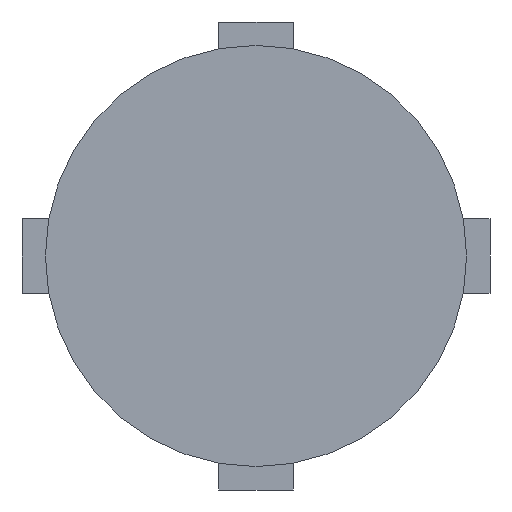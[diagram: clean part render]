
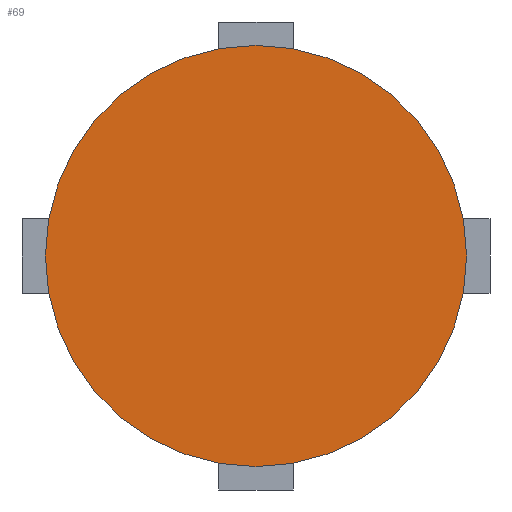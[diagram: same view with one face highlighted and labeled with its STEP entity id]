
A CAD part, front view. The second image highlights one B-rep face of the part: STEP entity #69.
In plain terms, the highlighted planar face has unit normal (0, -1, 0).
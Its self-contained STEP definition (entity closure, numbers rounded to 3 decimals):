
#69=ADVANCED_FACE('NONE',(#110),#111,.F.);
#110=FACE_OUTER_BOUND('',#153,.T.);
#111=PLANE('',#154);
#153=EDGE_LOOP('',(#303,#304));
#154=AXIS2_PLACEMENT_3D('',#305,#306,#307);
#303=ORIENTED_EDGE('',*,*,#363,.F.);
#304=ORIENTED_EDGE('',*,*,#318,.F.);
#305=CARTESIAN_POINT('',(0.0,0.0,0.0));
#306=DIRECTION('',(0.0,1.0,0.0));
#307=DIRECTION('',(1.0,-0.0,0.0));
#318=EDGE_CURVE('NONE',#367,#369,#370,.T.);
#363=EDGE_CURVE('NONE',#369,#367,#443,.T.);
#367=VERTEX_POINT('NONE',#447);
#369=VERTEX_POINT('NONE',#450);
#370=CIRCLE('',#451,225.0);
#443=CIRCLE('',#563,225.0);
#447=CARTESIAN_POINT('',(0.,0.0,225.0));
#450=CARTESIAN_POINT('',(0.0,0.0,-225.0));
#451=AXIS2_PLACEMENT_3D('',#568,#569,#570);
#563=AXIS2_PLACEMENT_3D('',#625,#626,#627);
#568=CARTESIAN_POINT('',(0.0,0.0,0.0));
#569=DIRECTION('',(0.0,1.0,-0.0));
#570=DIRECTION('',(0.0,0.0,1.0));
#625=CARTESIAN_POINT('',(0.0,0.0,0.0));
#626=DIRECTION('',(0.0,1.0,-0.0));
#627=DIRECTION('',(0.0,0.0,1.0));
